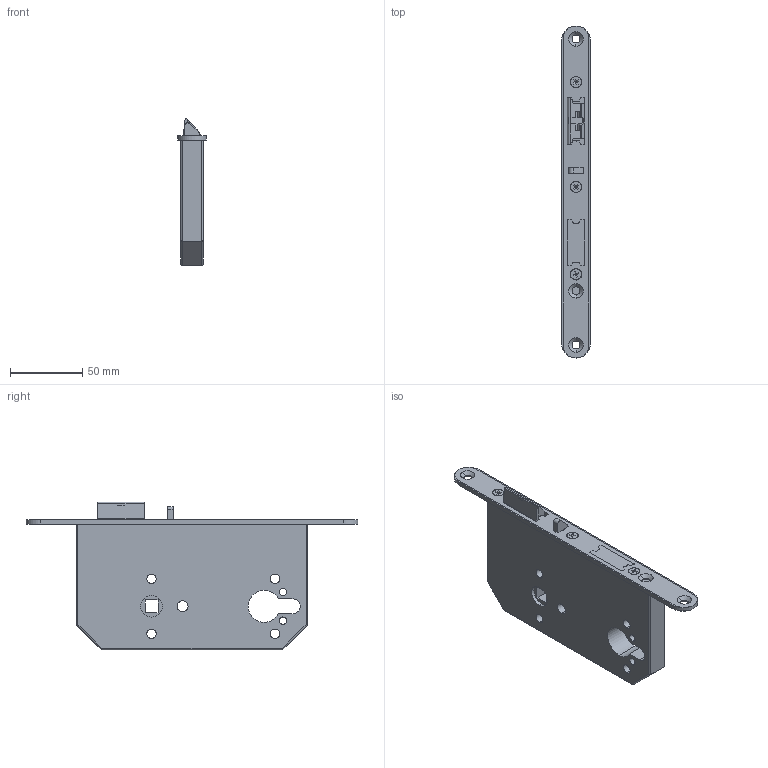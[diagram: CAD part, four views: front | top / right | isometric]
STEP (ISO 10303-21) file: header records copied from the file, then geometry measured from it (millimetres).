
FILE_DESCRIPTION (( 'STEP AP203' ), '1' );
FILE_NAME ('34110.STEP', '2025-06-30T07:42:11', ( '' ), ( '' ), 'SwSTEP 2.0', 'SolidWorks 2024', '' );
FILE_SCHEMA (( 'CONFIG_CONTROL_DESIGN' ));
Length unit declared in the file: millimetre
Products named in the file (5): 34110; D001556105-000_D001556105-007_DM60 1254-FS; D001556056-000_D001556056-020_20mm; D001556150-000_D001556150-018_18mm; D001127682-000_D001127682-001
Assembly tree (6 placements, depth 2):
  34110
    D001556105-000_D001556105-007_DM60 1254-FS
    D001556150-000_D001556150-018_18mm
    D001556056-000_D001556056-020_20mm
    D001127682-000_D001127682-001  x3
Bounding box: 20 x 230 x 102 mm (x, y, z)
Volume: 222615.5 mm3; surface area: 57729.8 mm2
Topology: 6 solids, 6 shells, 387 faces, 991 edges, 620 vertices
Faces by surface type: plane 187, cylinder 158, cone 42
Entity records: 9930 total; most frequent: DIRECTION 1673, CARTESIAN_POINT 1639, ORIENTED_EDGE 1578, EDGE_CURVE 789, AXIS2_PLACEMENT_3D 588, VERTEX_POINT 506, VECTOR 497, LINE 497
